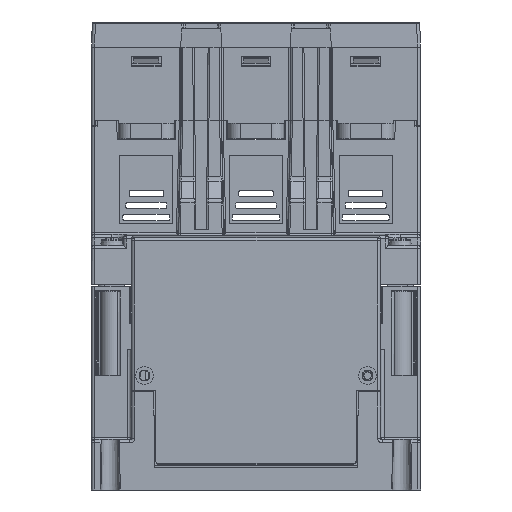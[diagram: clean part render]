
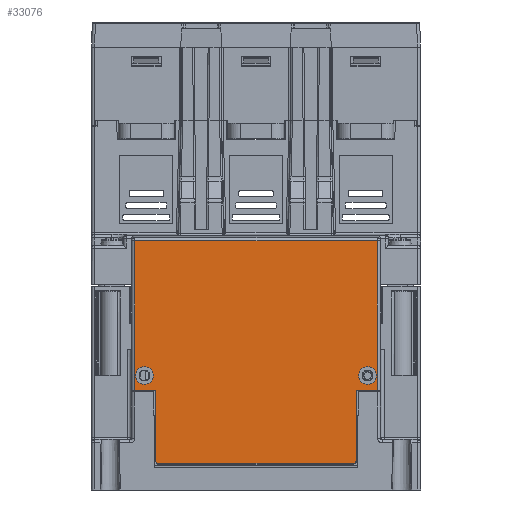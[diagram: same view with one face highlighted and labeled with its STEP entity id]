
A CAD part, front view. The second image highlights one B-rep face of the part: STEP entity #33076.
In plain terms, the highlighted planar face has unit normal (0, -1, 0).
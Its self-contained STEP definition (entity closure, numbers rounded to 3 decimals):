
#1958=ELLIPSE('',#106903,1.,1.);
#1959=ELLIPSE('',#106904,1.,1.);
#5251=FACE_BOUND('',#42279,.T.);
#5252=FACE_BOUND('',#42280,.T.);
#5253=FACE_BOUND('',#42281,.T.);
#7065=PLANE('',#106905);
#15863=LINE('',#166325,#26625);
#15986=LINE('',#166630,#26748);
#15987=LINE('',#166632,#26749);
#15988=LINE('',#166636,#26750);
#15989=LINE('',#166640,#26751);
#15990=LINE('',#166642,#26752);
#15991=LINE('',#166644,#26753);
#15992=LINE('',#166646,#26754);
#26625=VECTOR('',#130368,1.);
#26748=VECTOR('',#130643,1.);
#26749=VECTOR('',#130644,1.);
#26750=VECTOR('',#130647,1.);
#26751=VECTOR('',#130650,1.);
#26752=VECTOR('',#130651,1.);
#26753=VECTOR('',#130652,1.);
#26754=VECTOR('',#130653,1.);
#33076=ADVANCED_FACE('',(#5251,#5252,#5253),#7065,.F.);
#42279=EDGE_LOOP('',(#63147));
#42280=EDGE_LOOP('',(#63148));
#42281=EDGE_LOOP('',(#63149,#63150,#63151,#63152,#63153,#63154,#63155,#63156,
#63157,#63158));
#63147=ORIENTED_EDGE('',*,*,#93848,.F.);
#63148=ORIENTED_EDGE('',*,*,#93844,.T.);
#63149=ORIENTED_EDGE('',*,*,#94301,.T.);
#63150=ORIENTED_EDGE('',*,*,#94138,.T.);
#63151=ORIENTED_EDGE('',*,*,#94302,.T.);
#63152=ORIENTED_EDGE('',*,*,#94303,.T.);
#63153=ORIENTED_EDGE('',*,*,#94304,.F.);
#63154=ORIENTED_EDGE('',*,*,#94305,.T.);
#63155=ORIENTED_EDGE('',*,*,#94306,.T.);
#63156=ORIENTED_EDGE('',*,*,#94307,.T.);
#63157=ORIENTED_EDGE('',*,*,#94308,.T.);
#63158=ORIENTED_EDGE('',*,*,#94309,.T.);
#79425=VERTEX_POINT('',#165719);
#79429=VERTEX_POINT('',#165730);
#79619=VERTEX_POINT('',#166323);
#79621=VERTEX_POINT('',#166326);
#79727=VERTEX_POINT('',#166631);
#79728=VERTEX_POINT('',#166633);
#79729=VERTEX_POINT('',#166635);
#79730=VERTEX_POINT('',#166637);
#79731=VERTEX_POINT('',#166639);
#79732=VERTEX_POINT('',#166641);
#79733=VERTEX_POINT('',#166643);
#79734=VERTEX_POINT('',#166645);
#93844=EDGE_CURVE('',#79425,#79425,#99678,.T.);
#93848=EDGE_CURVE('',#79429,#79429,#99682,.T.);
#94138=EDGE_CURVE('',#79621,#79619,#15863,.T.);
#94301=EDGE_CURVE('',#79727,#79621,#15986,.T.);
#94302=EDGE_CURVE('',#79619,#79728,#15987,.T.);
#94303=EDGE_CURVE('',#79728,#79729,#1958,.T.);
#94304=EDGE_CURVE('',#79730,#79729,#15988,.T.);
#94305=EDGE_CURVE('',#79730,#79731,#1959,.T.);
#94306=EDGE_CURVE('',#79731,#79732,#15989,.T.);
#94307=EDGE_CURVE('',#79732,#79733,#15990,.T.);
#94308=EDGE_CURVE('',#79733,#79734,#15991,.T.);
#94309=EDGE_CURVE('',#79734,#79727,#15992,.T.);
#99678=CIRCLE('',#106590,2.8);
#99682=CIRCLE('',#106597,2.8);
#106590=AXIS2_PLACEMENT_3D('',#165718,#129720,#129721);
#106597=AXIS2_PLACEMENT_3D('',#165729,#129734,#129735);
#106903=AXIS2_PLACEMENT_3D('',#166634,#130645,#130646);
#106904=AXIS2_PLACEMENT_3D('',#166638,#130648,#130649);
#106905=AXIS2_PLACEMENT_3D('',#166647,#130654,#130655);
#129720=DIRECTION('',(0.,1.,0.));
#129721=DIRECTION('',(-1.,0.,0.));
#129734=DIRECTION('',(0.,-1.,0.));
#129735=DIRECTION('',(1.,0.,0.));
#130368=DIRECTION('',(1.,0.,-0.017));
#130643=DIRECTION('',(0.,0.,-1.));
#130644=DIRECTION('',(0.,0.,-1.));
#130645=DIRECTION('',(0.,-1.,0.));
#130646=DIRECTION('',(0.,0.,-1.));
#130647=DIRECTION('',(-1.,0.,0.));
#130648=DIRECTION('',(0.,-1.,0.));
#130649=DIRECTION('',(0.,0.,1.));
#130650=DIRECTION('',(0.,0.,1.));
#130651=DIRECTION('',(1.,0.,0.017));
#130652=DIRECTION('',(0.,0.,1.));
#130653=DIRECTION('',(-1.,0.,0.));
#130654=DIRECTION('',(0.,1.,0.));
#130655=DIRECTION('',(0.,0.,1.));
#165718=CARTESIAN_POINT('',(-35.6,-96.5,34.5));
#165719=CARTESIAN_POINT('',(-38.4,-96.5,34.5));
#165729=CARTESIAN_POINT('',(35.6,-96.5,34.5));
#165730=CARTESIAN_POINT('',(38.4,-96.5,34.5));
#166323=CARTESIAN_POINT('',(-32.,-96.5,29.7));
#166325=CARTESIAN_POINT('',(-32.,-96.5,29.7));
#166326=CARTESIAN_POINT('',(-38.7,-96.5,29.817));
#166630=CARTESIAN_POINT('',(-38.7,-96.5,64.609));
#166631=CARTESIAN_POINT('',(-38.7,-96.5,77.498));
#166632=CARTESIAN_POINT('',(-32.,-96.5,64.609));
#166633=CARTESIAN_POINT('',(-32.,-96.5,7.458));
#166634=CARTESIAN_POINT('',(-31.,-96.5,7.458));
#166635=CARTESIAN_POINT('',(-31.,-96.5,6.458));
#166636=CARTESIAN_POINT('',(0.,-96.5,6.458));
#166637=CARTESIAN_POINT('',(31.,-96.5,6.458));
#166638=CARTESIAN_POINT('',(31.,-96.5,7.458));
#166639=CARTESIAN_POINT('',(32.,-96.5,7.458));
#166640=CARTESIAN_POINT('',(32.,-96.5,64.609));
#166641=CARTESIAN_POINT('',(32.,-96.5,29.7));
#166642=CARTESIAN_POINT('',(32.,-96.5,29.7));
#166643=CARTESIAN_POINT('',(38.7,-96.5,29.817));
#166644=CARTESIAN_POINT('',(38.7,-96.5,77.463));
#166645=CARTESIAN_POINT('',(38.7,-96.5,77.498));
#166646=CARTESIAN_POINT('',(31.8,-96.5,77.498));
#166647=CARTESIAN_POINT('',(31.8,-96.5,64.609));
